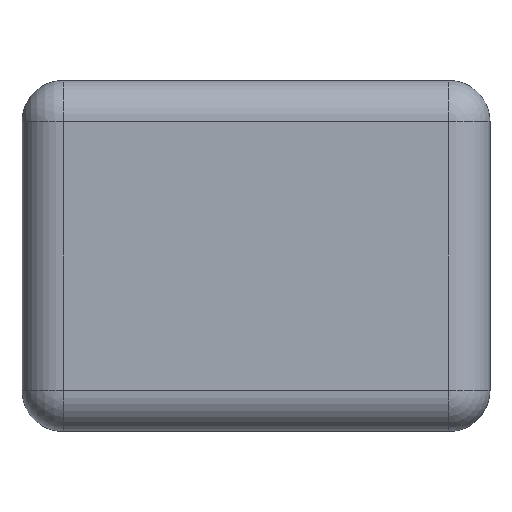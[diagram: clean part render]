
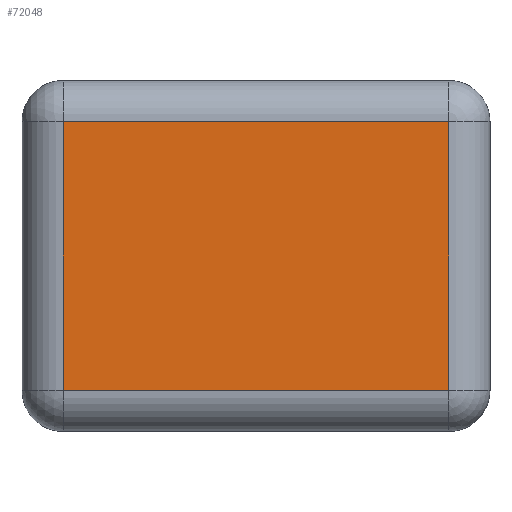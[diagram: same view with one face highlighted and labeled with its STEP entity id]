
A CAD part, front view. The second image highlights one B-rep face of the part: STEP entity #72048.
In plain terms, the highlighted planar face has unit normal (0, -1, 0).
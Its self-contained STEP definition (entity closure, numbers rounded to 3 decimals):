
#985 = VECTOR ( 'NONE', #49109, 1000. ) ;
#2809 = AXIS2_PLACEMENT_3D ( 'NONE', #49260, #4524, #62093 ) ;
#4017 = DIRECTION ( 'NONE',  ( 1., 0., 0. ) ) ;
#4524 = DIRECTION ( 'NONE',  ( 0., -1., 0. ) ) ;
#5346 = CARTESIAN_POINT ( 'NONE',  ( -374.814, -248.04, 261.224 ) ) ;
#8181 = CARTESIAN_POINT ( 'NONE',  ( 0., -248.04, -261.224 ) ) ;
#8946 = EDGE_CURVE ( 'NONE', #11360, #32899, #54652, .T. ) ;
#10283 = DIRECTION ( 'NONE',  ( 0., 0., 1. ) ) ;
#11360 = VERTEX_POINT ( 'NONE', #12305 ) ;
#12305 = CARTESIAN_POINT ( 'NONE',  ( -374.814, -248.04, -261.224 ) ) ;
#12724 = ORIENTED_EDGE ( 'NONE', *, *, #26930, .T. ) ;
#17999 = CARTESIAN_POINT ( 'NONE',  ( 0., -248.04, 261.224 ) ) ;
#18732 = VERTEX_POINT ( 'NONE', #38370 ) ;
#20280 = LINE ( 'NONE', #31720, #985 ) ;
#26930 = EDGE_CURVE ( 'NONE', #58619, #11360, #20280, .T. ) ;
#27983 = EDGE_CURVE ( 'NONE', #32899, #18732, #60948, .T. ) ;
#30921 = EDGE_CURVE ( 'NONE', #18732, #58619, #68621, .T. ) ;
#31566 = EDGE_LOOP ( 'NONE', ( #48991, #12724, #46184, #61543 ) ) ;
#31720 = CARTESIAN_POINT ( 'NONE',  ( -374.814, -248.04, 0. ) ) ;
#32072 = VECTOR ( 'NONE', #50183, 1000. ) ;
#32899 = VERTEX_POINT ( 'NONE', #37915 ) ;
#37915 = CARTESIAN_POINT ( 'NONE',  ( 374.814, -248.04, -261.224 ) ) ;
#38370 = CARTESIAN_POINT ( 'NONE',  ( 374.814, -248.04, 261.224 ) ) ;
#43927 = CARTESIAN_POINT ( 'NONE',  ( 374.814, -248.04, 0. ) ) ;
#46184 = ORIENTED_EDGE ( 'NONE', *, *, #8946, .T. ) ;
#48991 = ORIENTED_EDGE ( 'NONE', *, *, #30921, .T. ) ;
#49109 = DIRECTION ( 'NONE',  ( 0., 0., -1. ) ) ;
#49260 = CARTESIAN_POINT ( 'NONE',  ( 0., -248.04, 0. ) ) ;
#50183 = DIRECTION ( 'NONE',  ( -1., 0., 0. ) ) ;
#54652 = LINE ( 'NONE', #8181, #56584 ) ;
#55168 = FACE_OUTER_BOUND ( 'NONE', #31566, .T. ) ;
#56584 = VECTOR ( 'NONE', #4017, 1000. ) ;
#58619 = VERTEX_POINT ( 'NONE', #5346 ) ;
#60355 = PLANE ( 'NONE',  #2809 ) ;
#60948 = LINE ( 'NONE', #43927, #69531 ) ;
#61543 = ORIENTED_EDGE ( 'NONE', *, *, #27983, .T. ) ;
#62093 = DIRECTION ( 'NONE',  ( 0., 0., -1. ) ) ;
#68621 = LINE ( 'NONE', #17999, #32072 ) ;
#69531 = VECTOR ( 'NONE', #10283, 1000. ) ;
#72048 = ADVANCED_FACE ( 'NONE', ( #55168 ), #60355, .T. ) ;
